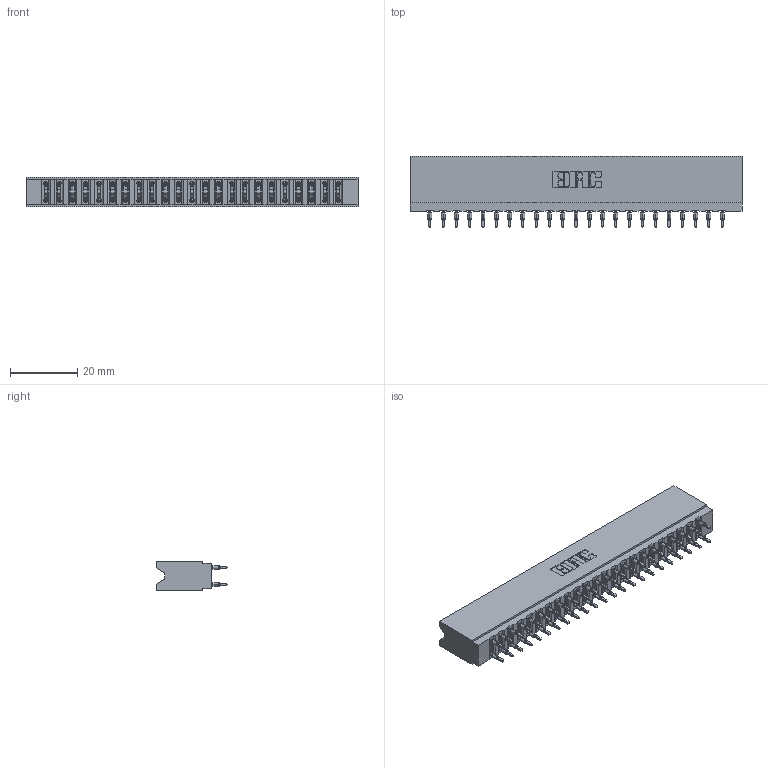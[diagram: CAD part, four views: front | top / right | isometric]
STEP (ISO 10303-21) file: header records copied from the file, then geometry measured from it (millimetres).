
FILE_DESCRIPTION (( 'STEP AP203' ), '1' );
FILE_NAME ('737-046-560-206.STEP', '2026-03-05T23:24:23', ( '' ), ( '' ), 'SwSTEP 2.0', 'SolidWorks 2023', '' );
FILE_SCHEMA (( 'CONFIG_CONTROL_DESIGN' ));
Length unit declared in the file: millimetre
Products named in the file (3): 737-046-560-206; 737 Part_Insulator Option - 06; 745-292-001_560
Assembly tree (47 placements, depth 2):
  737-046-560-206
    737 Part_Insulator Option - 06
    745-292-001_560  x46
Bounding box: 99.01 x 21.22 x 8.89 mm (x, y, z)
Volume: 9995.5 mm3; surface area: 15293.9 mm2
Topology: 47 solids, 47 shells, 4649 faces, 12723 edges, 8082 vertices
Faces by surface type: plane 2424, cylinder 1029, bspline 920, torus 276
Entity records: 42384 total; most frequent: CARTESIAN_POINT 7868, ORIENTED_EDGE 7266, DIRECTION 6363, EDGE_CURVE 3633, LINE 3305, VECTOR 3305, VERTEX_POINT 2322, AXIS2_PLACEMENT_3D 1529
